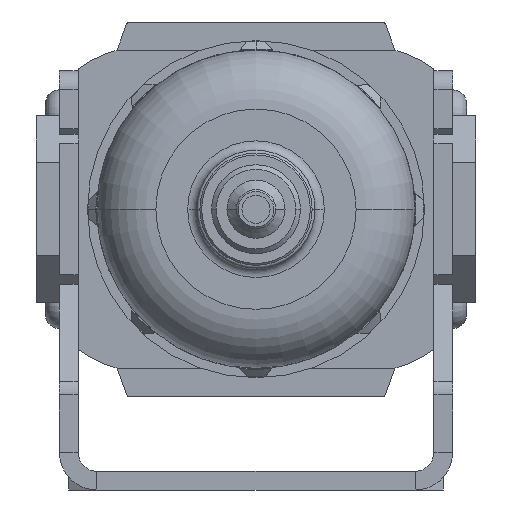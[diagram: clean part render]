
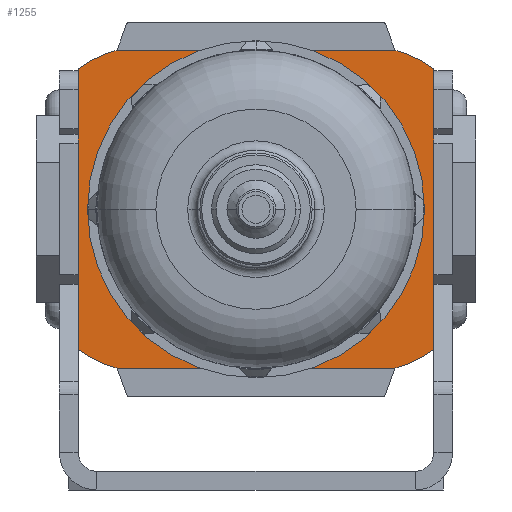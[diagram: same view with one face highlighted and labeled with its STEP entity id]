
A CAD part, front view. The second image highlights one B-rep face of the part: STEP entity #1255.
In plain terms, the highlighted planar face has unit normal (0, -1, 0).
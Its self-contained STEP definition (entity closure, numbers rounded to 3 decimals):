
#351 = DIRECTION ( 'NONE',  ( 1., 0., 0. ) ) ;
#458 = DIRECTION ( 'NONE',  ( 0., 1., 0. ) ) ;
#531 = AXIS2_PLACEMENT_3D ( 'NONE', #4713, #458, #5444 ) ;
#588 = VERTEX_POINT ( 'NONE', #7347 ) ;
#602 = ORIENTED_EDGE ( 'NONE', *, *, #6526, .T. ) ;
#767 = ORIENTED_EDGE ( 'NONE', *, *, #3001, .F. ) ;
#850 = EDGE_CURVE ( 'NONE', #8568, #7392, #4333, .T. ) ;
#880 = LINE ( 'NONE', #5115, #2567 ) ;
#883 = ORIENTED_EDGE ( 'NONE', *, *, #6809, .T. ) ;
#967 = CARTESIAN_POINT ( 'NONE',  ( -14.842, -23., -17. ) ) ;
#1255 = ADVANCED_FACE ( 'NONE', ( #2903, #8620 ), #1411, .F. ) ;
#1411 = PLANE ( 'NONE',  #2222 ) ;
#1472 = CARTESIAN_POINT ( 'NONE',  ( 19., -23., -15. ) ) ;
#1615 = ORIENTED_EDGE ( 'NONE', *, *, #2163, .F. ) ;
#1667 = CIRCLE ( 'NONE', #531, 12. ) ;
#1976 = AXIS2_PLACEMENT_3D ( 'NONE', #8442, #4124, #9158 ) ;
#2072 = CARTESIAN_POINT ( 'NONE',  ( 14.842, -23., -17. ) ) ;
#2163 = EDGE_CURVE ( 'NONE', #7760, #7235, #2543, .T. ) ;
#2222 = AXIS2_PLACEMENT_3D ( 'NONE', #3561, #4257, #9295 ) ;
#2251 = DIRECTION ( 'NONE',  ( 0., -1., 0. ) ) ;
#2352 = ORIENTED_EDGE ( 'NONE', *, *, #850, .T. ) ;
#2451 = CIRCLE ( 'NONE', #5304, 12. ) ;
#2484 = DIRECTION ( 'NONE',  ( 0., 0., -1. ) ) ;
#2535 = VERTEX_POINT ( 'NONE', #967 ) ;
#2543 = CIRCLE ( 'NONE', #3135, 12. ) ;
#2567 = VECTOR ( 'NONE', #5836, 1000. ) ;
#2592 = EDGE_LOOP ( 'NONE', ( #6817, #3702, #883, #767, #1615, #602, #2352, #2829 ) ) ;
#2604 = CARTESIAN_POINT ( 'NONE',  ( 19., -23., 15. ) ) ;
#2671 = ORIENTED_EDGE ( 'NONE', *, *, #7533, .F. ) ;
#2829 = ORIENTED_EDGE ( 'NONE', *, *, #5689, .T. ) ;
#2903 = FACE_BOUND ( 'NONE', #9215, .T. ) ;
#2918 = CARTESIAN_POINT ( 'NONE',  ( 19., -23., 17. ) ) ;
#3001 = EDGE_CURVE ( 'NONE', #7235, #3563, #4118, .T. ) ;
#3135 = AXIS2_PLACEMENT_3D ( 'NONE', #4665, #4611, #351 ) ;
#3561 = CARTESIAN_POINT ( 'NONE',  ( 19., -23., 20. ) ) ;
#3563 = VERTEX_POINT ( 'NONE', #1472 ) ;
#3702 = ORIENTED_EDGE ( 'NONE', *, *, #6553, .T. ) ;
#3756 = CIRCLE ( 'NONE', #7965, 9.5 ) ;
#3821 = VECTOR ( 'NONE', #7928, 1000. ) ;
#3888 = DIRECTION ( 'NONE',  ( 0., -1., 0. ) ) ;
#4118 = LINE ( 'NONE', #5309, #5779 ) ;
#4124 = DIRECTION ( 'NONE',  ( 0., -1., 0. ) ) ;
#4144 = CARTESIAN_POINT ( 'NONE',  ( 11.817, -23., -5.388 ) ) ;
#4257 = DIRECTION ( 'NONE',  ( 0., 1., 0. ) ) ;
#4333 = CIRCLE ( 'NONE', #4463, 12. ) ;
#4352 = VERTEX_POINT ( 'NONE', #2072 ) ;
#4463 = AXIS2_PLACEMENT_3D ( 'NONE', #8193, #3888, #8919 ) ;
#4611 = DIRECTION ( 'NONE',  ( 0., 1., 0. ) ) ;
#4665 = CARTESIAN_POINT ( 'NONE',  ( 11.817, -23., 5.388 ) ) ;
#4713 = CARTESIAN_POINT ( 'NONE',  ( -11.817, -23., -5.388 ) ) ;
#4869 = DIRECTION ( 'NONE',  ( 1., 0., 0. ) ) ;
#5057 = VERTEX_POINT ( 'NONE', #8719 ) ;
#5115 = CARTESIAN_POINT ( 'NONE',  ( 19., -23., -17. ) ) ;
#5304 = AXIS2_PLACEMENT_3D ( 'NONE', #4144, #9185, #4869 ) ;
#5309 = CARTESIAN_POINT ( 'NONE',  ( 19., -23., 20. ) ) ;
#5360 = CARTESIAN_POINT ( 'NONE',  ( 14.842, -23., 17. ) ) ;
#5444 = DIRECTION ( 'NONE',  ( -1., 0., 0. ) ) ;
#5499 = LINE ( 'NONE', #8642, #3821 ) ;
#5689 = EDGE_CURVE ( 'NONE', #7392, #588, #5499, .T. ) ;
#5779 = VECTOR ( 'NONE', #2484, 1000. ) ;
#5782 = CARTESIAN_POINT ( 'NONE',  ( 9.5, -23., 0. ) ) ;
#5836 = DIRECTION ( 'NONE',  ( 1., 0., 0. ) ) ;
#6415 = CARTESIAN_POINT ( 'NONE',  ( -14.842, -23., 17. ) ) ;
#6513 = CARTESIAN_POINT ( 'NONE',  ( 0., -23., 0. ) ) ;
#6526 = EDGE_CURVE ( 'NONE', #7760, #8568, #8499, .T. ) ;
#6553 = EDGE_CURVE ( 'NONE', #2535, #4352, #880, .T. ) ;
#6564 = VECTOR ( 'NONE', #7961, 1000. ) ;
#6681 = EDGE_CURVE ( 'NONE', #2535, #588, #1667, .T. ) ;
#6783 = EDGE_CURVE ( 'NONE', #8646, #5057, #8389, .T. ) ;
#6809 = EDGE_CURVE ( 'NONE', #4352, #3563, #2451, .T. ) ;
#6817 = ORIENTED_EDGE ( 'NONE', *, *, #6681, .F. ) ;
#7053 = CARTESIAN_POINT ( 'NONE',  ( -19., -23., 15. ) ) ;
#7235 = VERTEX_POINT ( 'NONE', #2604 ) ;
#7241 = DIRECTION ( 'NONE',  ( -1., 0., 0. ) ) ;
#7347 = CARTESIAN_POINT ( 'NONE',  ( -19., -23., -15. ) ) ;
#7392 = VERTEX_POINT ( 'NONE', #7053 ) ;
#7533 = EDGE_CURVE ( 'NONE', #5057, #8646, #3756, .T. ) ;
#7760 = VERTEX_POINT ( 'NONE', #5360 ) ;
#7928 = DIRECTION ( 'NONE',  ( 0., 0., -1. ) ) ;
#7961 = DIRECTION ( 'NONE',  ( -1., 0., 0. ) ) ;
#7965 = AXIS2_PLACEMENT_3D ( 'NONE', #6513, #2251, #7241 ) ;
#8193 = CARTESIAN_POINT ( 'NONE',  ( -11.817, -23., 5.388 ) ) ;
#8358 = ORIENTED_EDGE ( 'NONE', *, *, #6783, .F. ) ;
#8389 = CIRCLE ( 'NONE', #1976, 9.5 ) ;
#8442 = CARTESIAN_POINT ( 'NONE',  ( 0., -23., 0. ) ) ;
#8499 = LINE ( 'NONE', #2918, #6564 ) ;
#8568 = VERTEX_POINT ( 'NONE', #6415 ) ;
#8620 = FACE_OUTER_BOUND ( 'NONE', #2592, .T. ) ;
#8642 = CARTESIAN_POINT ( 'NONE',  ( -19., -23., 20. ) ) ;
#8646 = VERTEX_POINT ( 'NONE', #5782 ) ;
#8719 = CARTESIAN_POINT ( 'NONE',  ( -9.5, -23., 0. ) ) ;
#8919 = DIRECTION ( 'NONE',  ( -1., 0., 0. ) ) ;
#9158 = DIRECTION ( 'NONE',  ( -1., 0., 0. ) ) ;
#9185 = DIRECTION ( 'NONE',  ( 0., -1., 0. ) ) ;
#9215 = EDGE_LOOP ( 'NONE', ( #2671, #8358 ) ) ;
#9295 = DIRECTION ( 'NONE',  ( -1., 0., 0. ) ) ;
